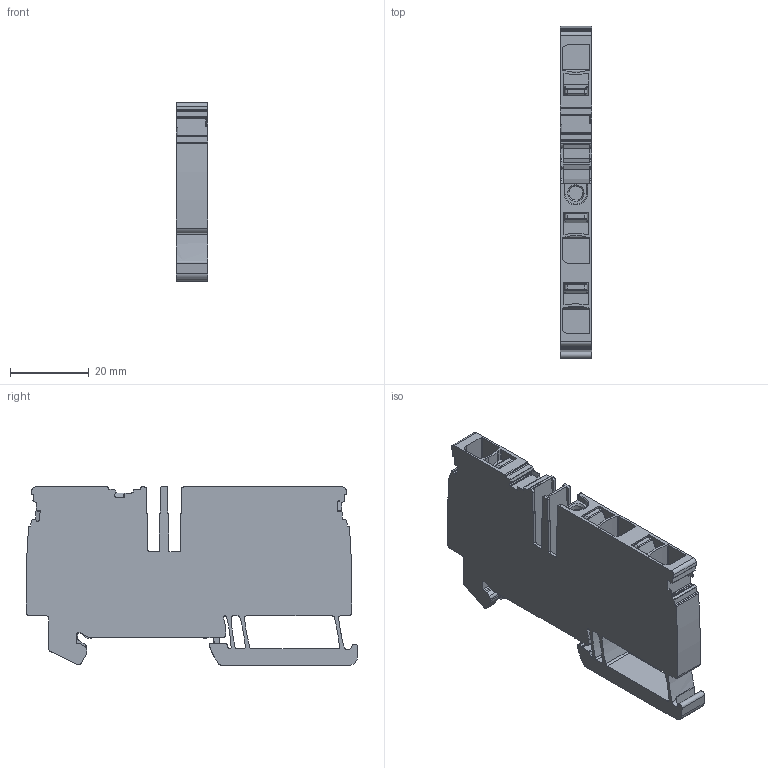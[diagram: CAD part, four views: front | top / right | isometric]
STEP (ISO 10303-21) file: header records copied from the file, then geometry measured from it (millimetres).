
FILE_DESCRIPTION(('CATIA V5 STEP Exchange','CAx-IF Rec.Pracs.--- Model Styling and Organization---1.5--- 2016-08-15','CAx-IF Rec.Pracs.---Supplemental Geometry---1.0---2011-11-01','CAx-IF Rec.Pracs.--- Composite Materials ---1.1---2010-07-15'),'2;1');
FILE_NAME ('1562303-6_0', '2025-01-30T08:11:45+00:00', ('none'), ('Weidmueller'), 'CATIA Version 5-6 Release 2022 SP4 HF5', 'CATIA V5 STEP AP214 v3', 'none');
FILE_SCHEMA(('AUTOMOTIVE_DESIGN { 1 0 10303 214 1 1 1 1 }'));
Length unit declared in the file: millimetre
Products named in the file (1): 2935640000
Bounding box: 8.05 x 84.08 x 45.15 mm (x, y, z)
Volume: 21870.3 mm3; surface area: 11512.7 mm2
Topology: 1 solids, 1 shells, 690 faces, 2015 edges, 1338 vertices
Faces by surface type: plane 352, cylinder 296, bspline 25, cone 12, sphere 3, torus 2
Entity records: 23731 total; most frequent: CARTESIAN_POINT 5796, ORIENTED_EDGE 4026, DIRECTION 2878, EDGE_CURVE 2013, VERTEX_POINT 1338, VECTOR 1309, LINE 1309, AXIS2_PLACEMENT_3D 1038
